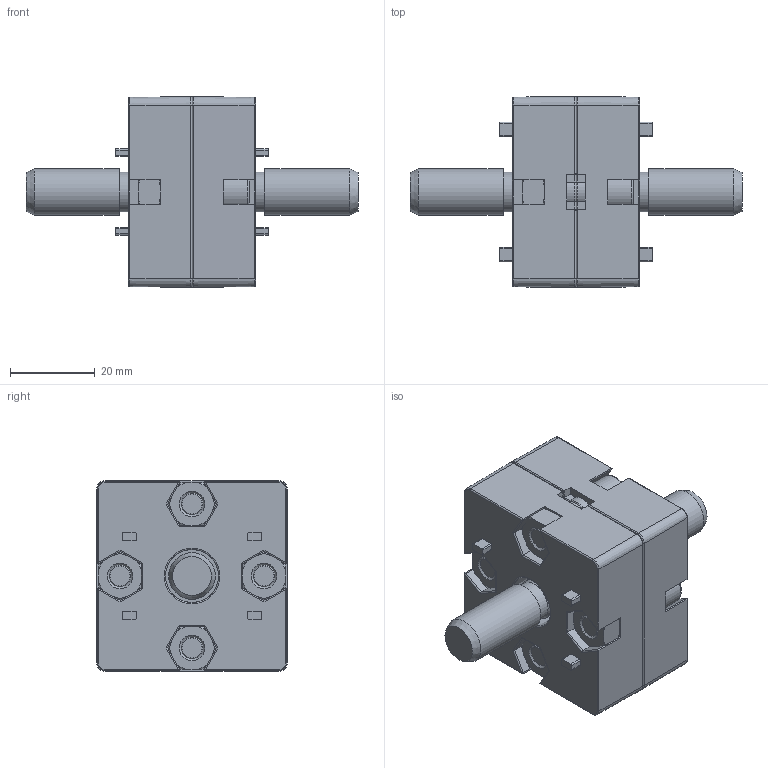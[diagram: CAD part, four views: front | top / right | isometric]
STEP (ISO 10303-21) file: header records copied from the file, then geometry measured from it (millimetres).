
FILE_DESCRIPTION(/* description */ (''),/* implementation_level */ '2;1');
FILE_NAME(/* name */ '1025448.stp',/* time_stamp */ '2024-07-25T10:07:27+02:00',/* author */ ('Bo'),/* organization */ (''),/* preprocessor_version */ 'ST-DEVELOPER v20',/* originating_system */ 'Autodesk Inventor 2025',/* authorisation */ ' ');
FILE_SCHEMA (('AUTOMOTIVE_DESIGN { 1 0 10303 214 3 1 1 }'));
Length unit declared in the file: millimetre
Products named in the file (13): 1025448; 1025448-1; 1025448-2; 1025448-3; 1025448-4; 1025448-5; 1025448-6; 1025448-7; 1025448-8; 1025448-9; 1025448-10; 1025448-11; 1025448-12
Assembly tree (12 placements, depth 2):
  1025448
    1025448-1
    1025448-2
    1025448-3
    1025448-4
    1025448-5
    1025448-6
    1025448-7
    1025448-8
    1025448-9
    1025448-10
    1025448-11
    1025448-12
Bounding box: 78.4 x 44.99 x 44.99 mm (x, y, z)
Volume: 53020.7 mm3; surface area: 27269 mm2
Topology: 12 solids, 12 shells, 872 faces, 2192 edges, 1372 vertices
Faces by surface type: plane 368, cylinder 302, torus 100, cone 100, bspline 2
Full cylindrical faces by diameter (mm): 4.917 x4, 6 x4, 6.5 x8, 9.36 x2, 10 x4, 10.04 x2, 11 x2, 19.6 x2
Entity records: 27726 total; most frequent: CARTESIAN_POINT 5677, DIRECTION 4560, ORIENTED_EDGE 4376, EDGE_CURVE 2188, AXIS2_PLACEMENT_3D 1717, VERTEX_POINT 1372, LINE 1126, VECTOR 1126
